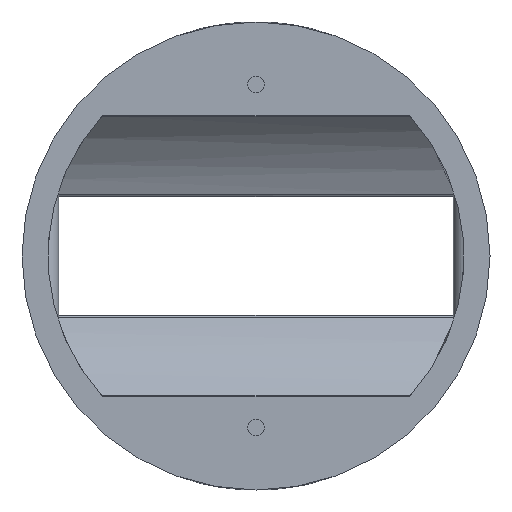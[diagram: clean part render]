
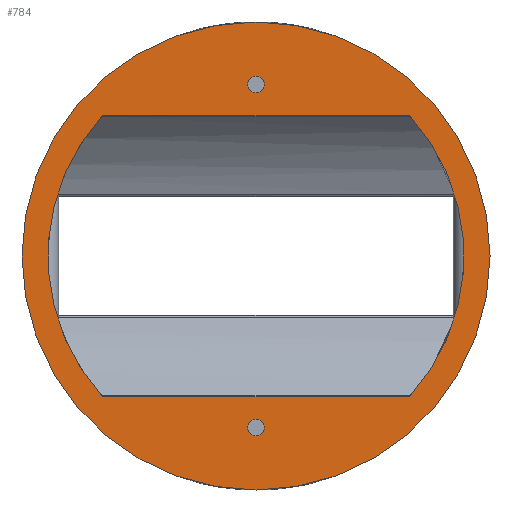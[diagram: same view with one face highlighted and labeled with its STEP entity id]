
A CAD part, front view. The second image highlights one B-rep face of the part: STEP entity #784.
In plain terms, the highlighted planar face has unit normal (0, -1, 0).
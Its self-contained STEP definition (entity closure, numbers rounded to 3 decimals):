
#21 = EDGE_CURVE ( 'NONE', #1783, #605, #3162, .T. ) ;
#24 = CIRCLE ( 'NONE', #1864, 45. ) ;
#25 = ORIENTED_EDGE ( 'NONE', *, *, #1947, .T. ) ;
#29 = AXIS2_PLACEMENT_3D ( 'NONE', #2490, #3010, #741 ) ;
#53 = CARTESIAN_POINT ( 'NONE',  ( 0., -16., 31.4 ) ) ;
#90 = VERTEX_POINT ( 'NONE', #164 ) ;
#160 = CARTESIAN_POINT ( 'NONE',  ( 0., -16., 0. ) ) ;
#164 = CARTESIAN_POINT ( 'NONE',  ( 29.513, -16., 27. ) ) ;
#252 = DIRECTION ( 'NONE',  ( 0., 0., -1. ) ) ;
#253 = CARTESIAN_POINT ( 'NONE',  ( 0., -16., -34.6 ) ) ;
#266 = CARTESIAN_POINT ( 'NONE',  ( 0., -16., -33. ) ) ;
#314 = CARTESIAN_POINT ( 'NONE',  ( 0., -16., -31.4 ) ) ;
#329 = DIRECTION ( 'NONE',  ( 0., 1., 0. ) ) ;
#337 = VERTEX_POINT ( 'NONE', #1306 ) ;
#402 = DIRECTION ( 'NONE',  ( 0., -1., 0. ) ) ;
#579 = ORIENTED_EDGE ( 'NONE', *, *, #3138, .T. ) ;
#598 = DIRECTION ( 'NONE',  ( 0., -1., 0. ) ) ;
#605 = VERTEX_POINT ( 'NONE', #2016 ) ;
#659 = EDGE_LOOP ( 'NONE', ( #1294, #2111 ) ) ;
#703 = DIRECTION ( 'NONE',  ( 0., 0., -1. ) ) ;
#733 = DIRECTION ( 'NONE',  ( 0., -1., 0. ) ) ;
#741 = DIRECTION ( 'NONE',  ( 0., 0., -1. ) ) ;
#766 = AXIS2_PLACEMENT_3D ( 'NONE', #1640, #598, #1862 ) ;
#784 = ADVANCED_FACE ( 'NONE', ( #921, #1923, #2942, #2172 ), #1844, .T. ) ;
#804 = LINE ( 'NONE', #2024, #1769 ) ;
#884 = DIRECTION ( 'NONE',  ( 0., 0., -1. ) ) ;
#907 = EDGE_LOOP ( 'NONE', ( #579, #1188 ) ) ;
#921 = FACE_BOUND ( 'NONE', #1859, .T. ) ;
#980 = CARTESIAN_POINT ( 'NONE',  ( 29.513, -16., -27. ) ) ;
#1032 = EDGE_CURVE ( 'NONE', #2558, #1313, #2291, .T. ) ;
#1036 = DIRECTION ( 'NONE',  ( 0., -1., 0. ) ) ;
#1088 = ORIENTED_EDGE ( 'NONE', *, *, #2096, .F. ) ;
#1150 = VERTEX_POINT ( 'NONE', #1762 ) ;
#1162 = DIRECTION ( 'NONE',  ( 0., 0., -1. ) ) ;
#1188 = ORIENTED_EDGE ( 'NONE', *, *, #1032, .T. ) ;
#1243 = AXIS2_PLACEMENT_3D ( 'NONE', #3281, #1036, #252 ) ;
#1294 = ORIENTED_EDGE ( 'NONE', *, *, #2381, .F. ) ;
#1306 = CARTESIAN_POINT ( 'NONE',  ( -29.513, -16., 27. ) ) ;
#1313 = VERTEX_POINT ( 'NONE', #2079 ) ;
#1549 = DIRECTION ( 'NONE',  ( 1., 0., 0. ) ) ;
#1608 = AXIS2_PLACEMENT_3D ( 'NONE', #2859, #402, #1162 ) ;
#1640 = CARTESIAN_POINT ( 'NONE',  ( 0., -16., 0. ) ) ;
#1676 = AXIS2_PLACEMENT_3D ( 'NONE', #266, #329, #2557 ) ;
#1702 = EDGE_CURVE ( 'NONE', #1944, #1800, #2031, .T. ) ;
#1707 = DIRECTION ( 'NONE',  ( 0., 0., -1. ) ) ;
#1721 = EDGE_CURVE ( 'NONE', #1150, #2651, #3160, .T. ) ;
#1762 = CARTESIAN_POINT ( 'NONE',  ( 0., -16., 34.6 ) ) ;
#1767 = EDGE_LOOP ( 'NONE', ( #1088, #2691, #2635, #2186 ) ) ;
#1769 = VECTOR ( 'NONE', #1549, 1000. ) ;
#1783 = VERTEX_POINT ( 'NONE', #980 ) ;
#1792 = CARTESIAN_POINT ( 'NONE',  ( 0., -16., 0. ) ) ;
#1800 = VERTEX_POINT ( 'NONE', #253 ) ;
#1844 = PLANE ( 'NONE',  #766 ) ;
#1859 = EDGE_LOOP ( 'NONE', ( #25, #3067 ) ) ;
#1862 = DIRECTION ( 'NONE',  ( 0., 0., -1. ) ) ;
#1864 = AXIS2_PLACEMENT_3D ( 'NONE', #1792, #2575, #2542 ) ;
#1922 = EDGE_CURVE ( 'NONE', #337, #90, #804, .T. ) ;
#1923 = FACE_OUTER_BOUND ( 'NONE', #907, .T. ) ;
#1944 = VERTEX_POINT ( 'NONE', #314 ) ;
#1947 = EDGE_CURVE ( 'NONE', #1800, #1944, #3100, .T. ) ;
#1988 = AXIS2_PLACEMENT_3D ( 'NONE', #2717, #2970, #1707 ) ;
#2016 = CARTESIAN_POINT ( 'NONE',  ( -29.513, -16., -27. ) ) ;
#2024 = CARTESIAN_POINT ( 'NONE',  ( 0., -16., 27. ) ) ;
#2031 = CIRCLE ( 'NONE', #1988, 1.6 ) ;
#2079 = CARTESIAN_POINT ( 'NONE',  ( 0., -16., -45. ) ) ;
#2096 = EDGE_CURVE ( 'NONE', #1783, #90, #3035, .T. ) ;
#2111 = ORIENTED_EDGE ( 'NONE', *, *, #1721, .F. ) ;
#2121 = CARTESIAN_POINT ( 'NONE',  ( 0., -16., -27. ) ) ;
#2170 = DIRECTION ( 'NONE',  ( 0., -1., 0. ) ) ;
#2172 = FACE_BOUND ( 'NONE', #659, .T. ) ;
#2186 = ORIENTED_EDGE ( 'NONE', *, *, #1922, .T. ) ;
#2291 = CIRCLE ( 'NONE', #29, 45. ) ;
#2381 = EDGE_CURVE ( 'NONE', #2651, #1150, #2770, .T. ) ;
#2454 = AXIS2_PLACEMENT_3D ( 'NONE', #160, #2170, #884 ) ;
#2490 = CARTESIAN_POINT ( 'NONE',  ( 0., -16., 0. ) ) ;
#2542 = DIRECTION ( 'NONE',  ( 0., 0., -1. ) ) ;
#2557 = DIRECTION ( 'NONE',  ( 0., 0., -1. ) ) ;
#2558 = VERTEX_POINT ( 'NONE', #3276 ) ;
#2575 = DIRECTION ( 'NONE',  ( 0., -1., 0. ) ) ;
#2635 = ORIENTED_EDGE ( 'NONE', *, *, #2752, .F. ) ;
#2651 = VERTEX_POINT ( 'NONE', #53 ) ;
#2676 = VECTOR ( 'NONE', #2925, 1000. ) ;
#2691 = ORIENTED_EDGE ( 'NONE', *, *, #21, .T. ) ;
#2717 = CARTESIAN_POINT ( 'NONE',  ( 0., -16., -33. ) ) ;
#2720 = CIRCLE ( 'NONE', #2454, 40. ) ;
#2752 = EDGE_CURVE ( 'NONE', #337, #605, #2720, .T. ) ;
#2770 = CIRCLE ( 'NONE', #1243, 1.6 ) ;
#2859 = CARTESIAN_POINT ( 'NONE',  ( 0., -16., 0. ) ) ;
#2925 = DIRECTION ( 'NONE',  ( -1., 0., 0. ) ) ;
#2942 = FACE_BOUND ( 'NONE', #1767, .T. ) ;
#2950 = AXIS2_PLACEMENT_3D ( 'NONE', #3226, #733, #703 ) ;
#2970 = DIRECTION ( 'NONE',  ( 0., 1., 0. ) ) ;
#3010 = DIRECTION ( 'NONE',  ( 0., -1., 0. ) ) ;
#3035 = CIRCLE ( 'NONE', #1608, 40. ) ;
#3067 = ORIENTED_EDGE ( 'NONE', *, *, #1702, .T. ) ;
#3100 = CIRCLE ( 'NONE', #1676, 1.6 ) ;
#3138 = EDGE_CURVE ( 'NONE', #1313, #2558, #24, .T. ) ;
#3160 = CIRCLE ( 'NONE', #2950, 1.6 ) ;
#3162 = LINE ( 'NONE', #2121, #2676 ) ;
#3226 = CARTESIAN_POINT ( 'NONE',  ( 0., -16., 33. ) ) ;
#3276 = CARTESIAN_POINT ( 'NONE',  ( 0., -16., 45. ) ) ;
#3281 = CARTESIAN_POINT ( 'NONE',  ( 0., -16., 33. ) ) ;
